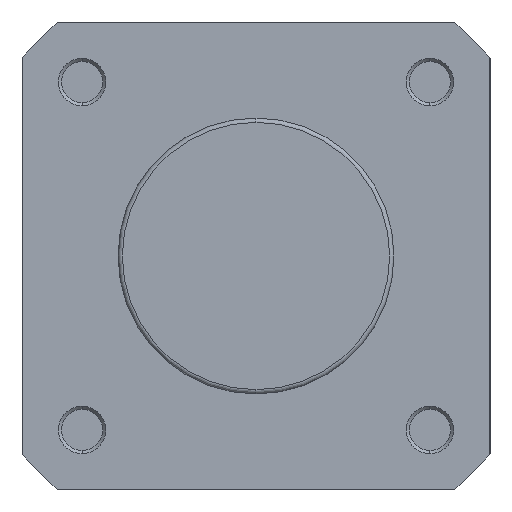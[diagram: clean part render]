
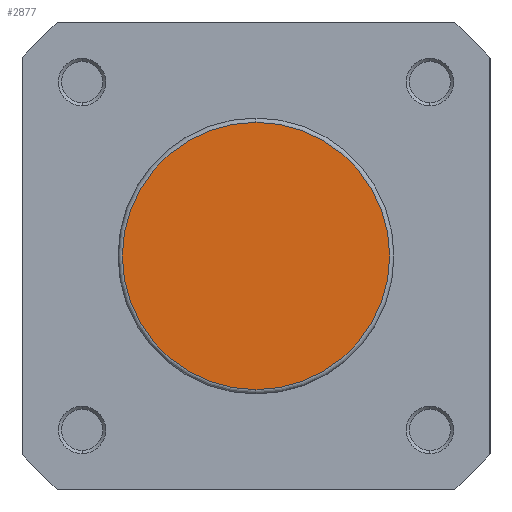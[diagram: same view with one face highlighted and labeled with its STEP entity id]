
A CAD part, left-side view. The second image highlights one B-rep face of the part: STEP entity #2877.
In plain terms, the highlighted planar face has unit normal (-1, 0, 0).
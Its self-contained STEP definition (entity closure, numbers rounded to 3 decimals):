
#633 = CARTESIAN_POINT ( 'NONE',  ( 0., 0., 21.7 ) ) ;
#772 = CARTESIAN_POINT ( 'NONE',  ( 0., 0., -21.7 ) ) ;
#933 = CIRCLE ( 'NONE', #5528, 21.7 ) ;
#941 = CIRCLE ( 'NONE', #5537, 21.7 ) ;
#1075 = CARTESIAN_POINT ( 'NONE',  ( 0., 0., 0. ) ) ;
#1085 = DIRECTION ( 'NONE',  ( -1., 0., 0. ) ) ;
#1086 = DIRECTION ( 'NONE',  ( 0., 0., -1. ) ) ;
#1102 = CARTESIAN_POINT ( 'NONE',  ( 0., 0., 0. ) ) ;
#1110 = DIRECTION ( 'NONE',  ( -1., 0., 0. ) ) ;
#1111 = DIRECTION ( 'NONE',  ( 0., 0., -1. ) ) ;
#1603 = FACE_OUTER_BOUND ( 'NONE', #3186, .T. ) ;
#2450 = VERTEX_POINT ( 'NONE', #633 ) ;
#2456 = VERTEX_POINT ( 'NONE', #772 ) ;
#2877 = ADVANCED_FACE ( 'NONE', ( #1603 ), #3896, .F. ) ;
#3059 = ORIENTED_EDGE ( 'NONE', *, *, #5393, .T. ) ;
#3061 = ORIENTED_EDGE ( 'NONE', *, *, #5408, .T. ) ;
#3186 = EDGE_LOOP ( 'NONE', ( #3061, #3059 ) ) ;
#3896 = PLANE ( 'NONE',  #5314 ) ;
#3899 = CARTESIAN_POINT ( 'NONE',  ( 0., 22.4, 0. ) ) ;
#3904 = DIRECTION ( 'NONE',  ( 1., 0., 0. ) ) ;
#3905 = DIRECTION ( 'NONE',  ( 0., 0., -1. ) ) ;
#5314 = AXIS2_PLACEMENT_3D ( 'NONE', #3899, #3904, #3905 ) ;
#5393 = EDGE_CURVE ( 'NONE', #2450, #2456, #933, .T. ) ;
#5408 = EDGE_CURVE ( 'NONE', #2456, #2450, #941, .T. ) ;
#5528 = AXIS2_PLACEMENT_3D ( 'NONE', #1075, #1085, #1086 ) ;
#5537 = AXIS2_PLACEMENT_3D ( 'NONE', #1102, #1110, #1111 ) ;
